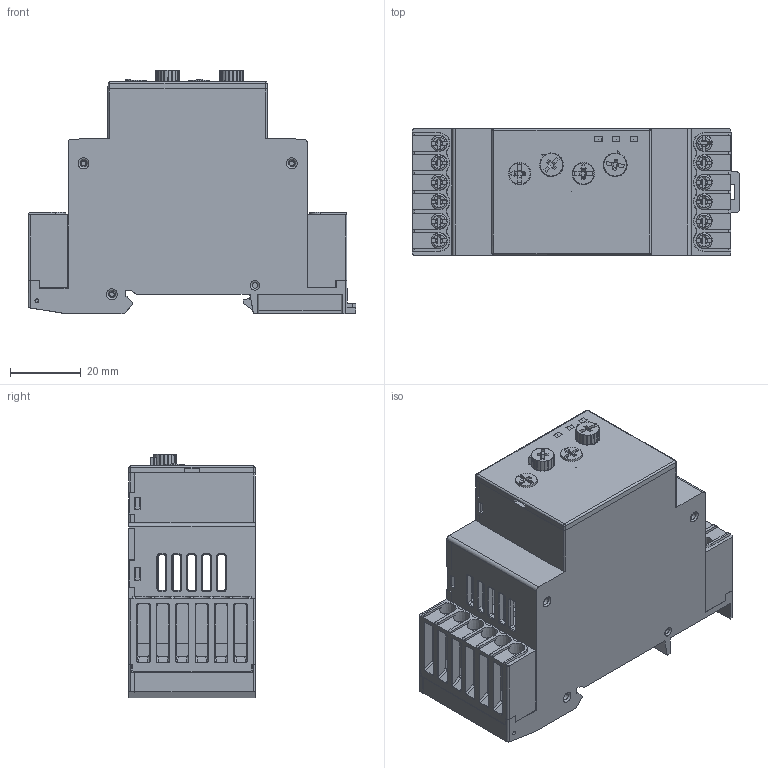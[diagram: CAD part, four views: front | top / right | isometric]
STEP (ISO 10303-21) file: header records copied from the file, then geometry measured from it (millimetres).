
FILE_DESCRIPTION(/* description */ ('Unknown'),/* implementation_level */ '2;1');
FILE_NAME(/* name */ 'HNM_2M ASSEMBLY LLC',/* time_stamp */ '2025-01-28T15:39:33+05:00',/* author */ ('Unknown'),/* organization */ ('Unknown'),/* preprocessor_version */ 'ST-DEVELOPER v18.104',/* originating_system */ 'Solid Edge',/* authorisation */ 'Unknown');
FILE_SCHEMA (('TECHNICAL_DATA_PACKAGING','AP242_MANAGED_MODEL_BASED_3D_ENGINEERING_MIM_LF { 1 0 10303 442 1 1 4 }','AUTOMOTIVE_DESIGN {1 0 10303 214 3 1 1}'));
Products named in the file (1): HNM_2M ASSEMBLY  LLC2
Bounding box: 92.49 x 35.7 x 68.8 mm (x, y, z)
Volume: 40995.2 mm3; surface area: 61007.1 mm2
Topology: 38 solids, 38 shells, 3556 faces, 9452 edges, 6015 vertices
Faces by surface type: plane 2270, cylinder 649, cone 351, torus 138, sphere 100, bspline 48
Full cylindrical faces by diameter (mm): 0.01 x3, 0.05 x2, 1.35 x4, 1.5 x5, 1.7 x1, 2 x1, 2.4 x12, 2.5 x1, 3.2 x12, 4.5 x12, 6.3 x2
Entity records: 124651 total; most frequent: CARTESIAN_POINT 36088, ORIENTED_EDGE 18296, DIRECTION 17050, EDGE_CURVE 9148, LINE 6086, VECTOR 6086, VERTEX_POINT 5924, AXIS2_PLACEMENT_3D 5482
